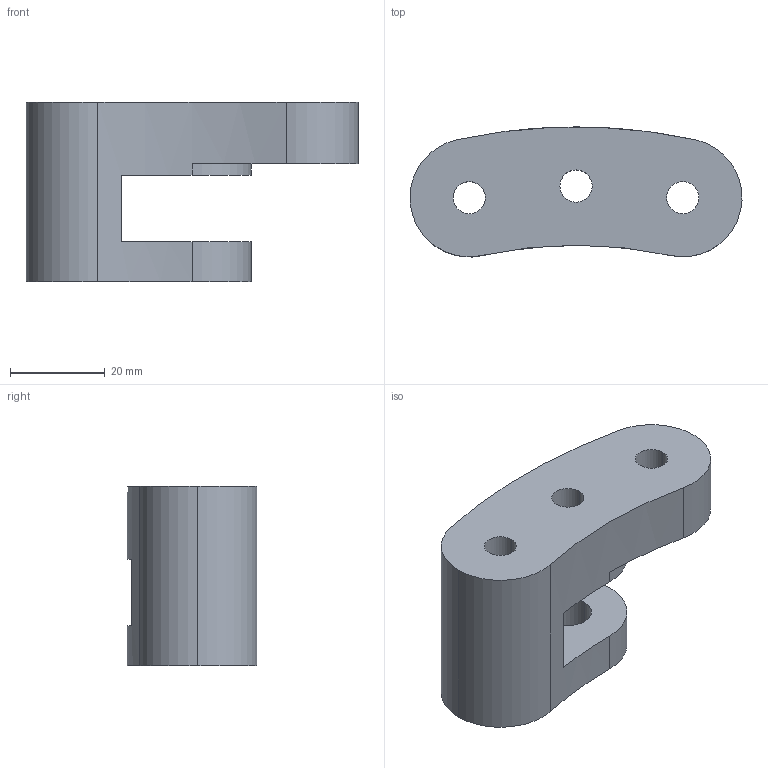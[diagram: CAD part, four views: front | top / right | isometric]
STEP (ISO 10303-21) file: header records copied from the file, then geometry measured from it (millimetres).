
FILE_DESCRIPTION (( 'STEP AP214' ), '1' );
FILE_NAME ('K4-ADAPTATEUR HOBBIE SYM.STEP', '2022-05-23T19:34:09', ( '' ), ( '' ), 'SwSTEP 2.0', 'SolidWorks 2021', '' );
FILE_SCHEMA (( 'AUTOMOTIVE_DESIGN' ));
Length unit declared in the file: millimetre
Products named in the file (1): K4-ADAPTATEUR HOBBIE SYM
Bounding box: 70.09 x 27.43 x 38 mm (x, y, z)
Volume: 35758.3 mm3; surface area: 10519.9 mm2
Topology: 1 solids, 1 shells, 26 faces, 69 edges, 46 vertices
Faces by surface type: cylinder 19, plane 7
Entity records: 953 total; most frequent: DIRECTION 167, CARTESIAN_POINT 142, ORIENTED_EDGE 138, AXIS2_PLACEMENT_3D 71, EDGE_CURVE 69, VERTEX_POINT 46, CIRCLE 44, EDGE_LOOP 35
